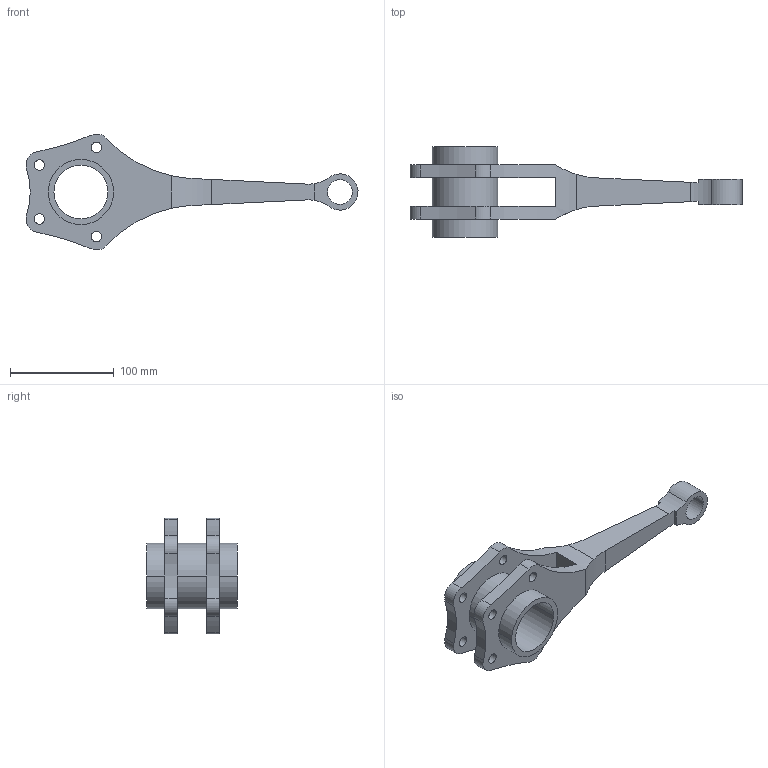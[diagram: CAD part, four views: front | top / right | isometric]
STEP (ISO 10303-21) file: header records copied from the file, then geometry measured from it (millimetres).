
FILE_DESCRIPTION((''),'2;1');
FILE_NAME('MASTER_ROD','2019-06-24T12:47:01',('Tanishq'),(''),'CREO PARAMETRIC BY PTC INC, 2018050','CREO PARAMETRIC BY PTC INC, 2018050','');
FILE_SCHEMA(('CONFIG_CONTROL_DESIGN'));
Length unit declared in the file: millimetre
Products named in the file (1): MASTER_ROD
Bounding box: 320.43 x 87.5 x 111.95 mm (x, y, z)
Volume: 364667.4 mm3; surface area: 90531 mm2
Topology: 1 solids, 1 shells, 62 faces, 174 edges, 116 vertices
Faces by surface type: cylinder 47, plane 15
Entity records: 2147 total; most frequent: CARTESIAN_POINT 389, DIRECTION 380, ORIENTED_EDGE 348, EDGE_CURVE 174, AXIS2_PLACEMENT_3D 156, VERTEX_POINT 116, CIRCLE 94, EDGE_LOOP 86
